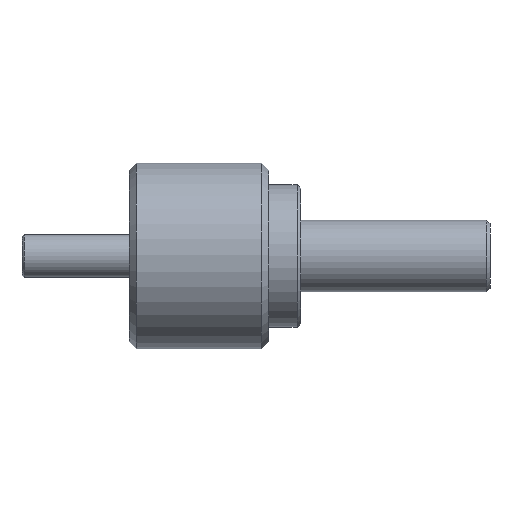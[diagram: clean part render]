
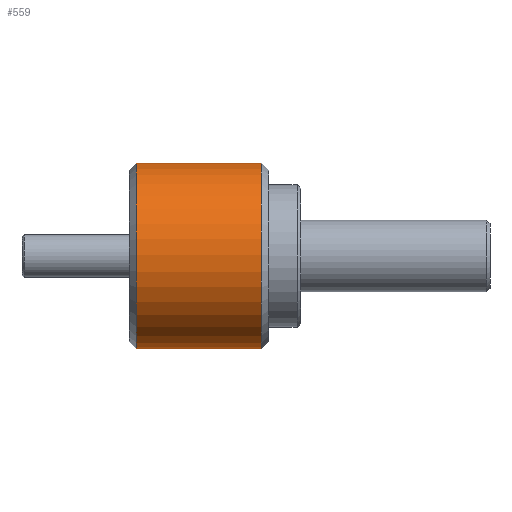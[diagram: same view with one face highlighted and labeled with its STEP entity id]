
A CAD part, front view. The second image highlights one B-rep face of the part: STEP entity #559.
In plain terms, the highlighted cylindrical face has radius 13 mm (diameter 26 mm), a full revolution.
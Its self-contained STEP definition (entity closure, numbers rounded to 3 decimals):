
#143 = FACE_OUTER_BOUND ( 'NONE', #13183, .T. ) ;
#381 = CARTESIAN_POINT ( 'NONE',  ( 16., 2.179, -12.816 ) ) ;
#559 = ADVANCED_FACE ( 'NONE', ( #12012, #143 ), #9865, .T. ) ;
#1204 = AXIS2_PLACEMENT_3D ( 'NONE', #9385, #13760, #3970 ) ;
#1405 = EDGE_CURVE ( 'NONE', #10097, #10097, #3419, .T. ) ;
#1414 = CIRCLE ( 'NONE', #1204, 13. ) ;
#3111 = VERTEX_POINT ( 'NONE', #7431 ) ;
#3280 = AXIS2_PLACEMENT_3D ( 'NONE', #6551, #4436, #13140 ) ;
#3419 = CIRCLE ( 'NONE', #7900, 13. ) ;
#3970 = DIRECTION ( 'NONE',  ( 0., 0.168, -0.986 ) ) ;
#4436 = DIRECTION ( 'NONE',  ( 1., 0., 0. ) ) ;
#6215 = DIRECTION ( 'NONE',  ( 1., 0., 0. ) ) ;
#6551 = CARTESIAN_POINT ( 'NONE',  ( 34.5, 0., 0. ) ) ;
#7324 = DIRECTION ( 'NONE',  ( 0., 0.168, -0.986 ) ) ;
#7431 = CARTESIAN_POINT ( 'NONE',  ( 33.5, 2.179, -12.816 ) ) ;
#7900 = AXIS2_PLACEMENT_3D ( 'NONE', #13573, #6215, #7324 ) ;
#9385 = CARTESIAN_POINT ( 'NONE',  ( 33.5, 0., 0. ) ) ;
#9865 = CYLINDRICAL_SURFACE ( 'NONE', #3280, 13. ) ;
#10097 = VERTEX_POINT ( 'NONE', #381 ) ;
#11478 = ORIENTED_EDGE ( 'NONE', *, *, #1405, .T. ) ;
#11663 = EDGE_LOOP ( 'NONE', ( #13580 ) ) ;
#12012 = FACE_OUTER_BOUND ( 'NONE', #11663, .T. ) ;
#13140 = DIRECTION ( 'NONE',  ( 0., 0.168, -0.986 ) ) ;
#13183 = EDGE_LOOP ( 'NONE', ( #11478 ) ) ;
#13573 = CARTESIAN_POINT ( 'NONE',  ( 16., 0., 0. ) ) ;
#13580 = ORIENTED_EDGE ( 'NONE', *, *, #13896, .F. ) ;
#13760 = DIRECTION ( 'NONE',  ( 1., 0., 0. ) ) ;
#13896 = EDGE_CURVE ( 'NONE', #3111, #3111, #1414, .T. ) ;
